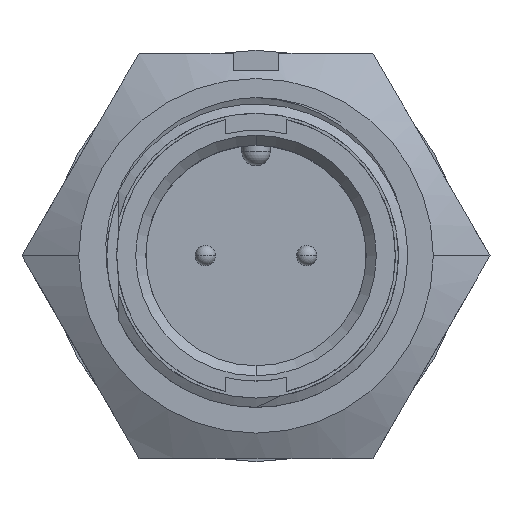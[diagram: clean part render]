
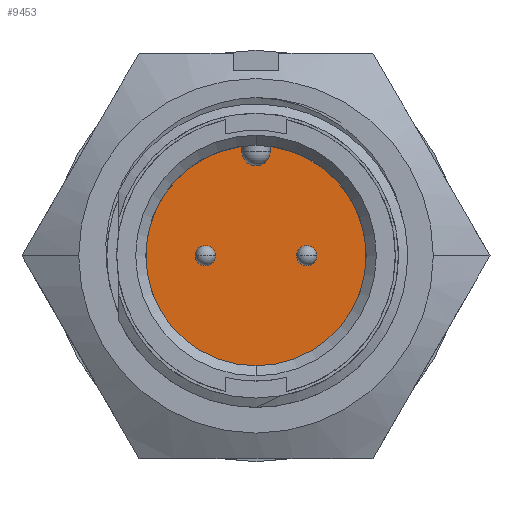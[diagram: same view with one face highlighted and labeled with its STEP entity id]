
A CAD part, top view. The second image highlights one B-rep face of the part: STEP entity #9453.
In plain terms, the highlighted planar face has unit normal (0, 0, 1).
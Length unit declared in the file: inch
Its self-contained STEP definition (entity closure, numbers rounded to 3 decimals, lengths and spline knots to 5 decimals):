
#20 = ORIENTED_EDGE ( 'NONE', *, *, #8762, .T. ) ;
#41 = ORIENTED_EDGE ( 'NONE', *, *, #7234, .T. ) ;
#171 = DIRECTION ( 'NONE',  ( 0., 0., 1. ) ) ;
#197 = AXIS2_PLACEMENT_3D ( 'NONE', #3546, #10243, #4508 ) ;
#265 = DIRECTION ( 'NONE',  ( 1., 0., 0. ) ) ;
#318 = EDGE_CURVE ( 'NONE', #11539, #3486, #3835, .T. ) ;
#423 = VERTEX_POINT ( 'NONE', #2020 ) ;
#674 = AXIS2_PLACEMENT_3D ( 'NONE', #7020, #1270, #7986 ) ;
#865 = LINE ( 'NONE', #10393, #8209 ) ;
#932 = VERTEX_POINT ( 'NONE', #6609 ) ;
#1270 = DIRECTION ( 'NONE',  ( 0., 0., -1. ) ) ;
#1472 = ORIENTED_EDGE ( 'NONE', *, *, #4734, .F. ) ;
#1705 = EDGE_CURVE ( 'NONE', #1767, #11539, #3107, .T. ) ;
#1767 = VERTEX_POINT ( 'NONE', #6376 ) ;
#1888 = DIRECTION ( 'NONE',  ( 0., 0., 1. ) ) ;
#1921 = EDGE_LOOP ( 'NONE', ( #9014, #8224, #20, #41, #4682 ) ) ;
#2020 = CARTESIAN_POINT ( 'NONE',  ( 0.11975, 0., -0.31 ) ) ;
#2098 = EDGE_CURVE ( 'NONE', #3486, #9798, #5772, .T. ) ;
#2261 = EDGE_LOOP ( 'NONE', ( #1472, #7219 ) ) ;
#2418 = CARTESIAN_POINT ( 'NONE',  ( -0.028, 0.2055, -0.31 ) ) ;
#2486 = AXIS2_PLACEMENT_3D ( 'NONE', #4795, #11505, #5751 ) ;
#2557 = VERTEX_POINT ( 'NONE', #8709 ) ;
#2655 = FACE_OUTER_BOUND ( 'NONE', #1921, .T. ) ;
#2833 = DIRECTION ( 'NONE',  ( 0., 0., 1. ) ) ;
#3063 = DIRECTION ( 'NONE',  ( 0., 0., 1. ) ) ;
#3107 = LINE ( 'NONE', #2418, #3389 ) ;
#3290 = CIRCLE ( 'NONE', #4702, 0.01975 ) ;
#3389 = VECTOR ( 'NONE', #8238, 39.37008 ) ;
#3486 = VERTEX_POINT ( 'NONE', #8695 ) ;
#3546 = CARTESIAN_POINT ( 'NONE',  ( -0.1, 0.0001, -0.31 ) ) ;
#3696 = DIRECTION ( 'NONE',  ( 0., -1., 0. ) ) ;
#3835 = CIRCLE ( 'NONE', #2486, 0.2175 ) ;
#4331 = CIRCLE ( 'NONE', #197, 0.01975 ) ;
#4508 = DIRECTION ( 'NONE',  ( 1., 0., 0. ) ) ;
#4682 = ORIENTED_EDGE ( 'NONE', *, *, #1705, .T. ) ;
#4702 = AXIS2_PLACEMENT_3D ( 'NONE', #11770, #5996, #265 ) ;
#4734 = EDGE_CURVE ( 'NONE', #4783, #5854, #4331, .T. ) ;
#4783 = VERTEX_POINT ( 'NONE', #9366 ) ;
#4795 = CARTESIAN_POINT ( 'NONE',  ( 0., 0., -0.31 ) ) ;
#5216 = FACE_BOUND ( 'NONE', #2261, .T. ) ;
#5647 = CIRCLE ( 'NONE', #6692, 0.01975 ) ;
#5751 = DIRECTION ( 'NONE',  ( 1., 0., 0. ) ) ;
#5772 = CIRCLE ( 'NONE', #8857, 0.2175 ) ;
#5854 = VERTEX_POINT ( 'NONE', #8501 ) ;
#5898 = CARTESIAN_POINT ( 'NONE',  ( 0., 0., -0.31 ) ) ;
#5900 = EDGE_CURVE ( 'NONE', #5854, #4783, #10149, .T. ) ;
#5996 = DIRECTION ( 'NONE',  ( 0., 0., 1. ) ) ;
#6190 = CARTESIAN_POINT ( 'NONE',  ( 0.028, 0.21569, -0.31 ) ) ;
#6376 = CARTESIAN_POINT ( 'NONE',  ( -0.028, 0.2055, -0.31 ) ) ;
#6536 = CARTESIAN_POINT ( 'NONE',  ( -0.028, 0.21569, -0.31 ) ) ;
#6537 = AXIS2_PLACEMENT_3D ( 'NONE', #7822, #3063, #9753 ) ;
#6609 = CARTESIAN_POINT ( 'NONE',  ( 0.08025, 0., -0.31 ) ) ;
#6619 = ORIENTED_EDGE ( 'NONE', *, *, #6808, .F. ) ;
#6688 = CIRCLE ( 'NONE', #674, 0.028 ) ;
#6692 = AXIS2_PLACEMENT_3D ( 'NONE', #8564, #2833, #9538 ) ;
#6808 = EDGE_CURVE ( 'NONE', #932, #423, #5647, .T. ) ;
#6852 = PLANE ( 'NONE',  #6537 ) ;
#6874 = DIRECTION ( 'NONE',  ( 1., 0., 0. ) ) ;
#7020 = CARTESIAN_POINT ( 'NONE',  ( 0., 0.2055, -0.31 ) ) ;
#7219 = ORIENTED_EDGE ( 'NONE', *, *, #5900, .F. ) ;
#7234 = EDGE_CURVE ( 'NONE', #2557, #1767, #6688, .T. ) ;
#7633 = CARTESIAN_POINT ( 'NONE',  ( -0.1, 0.0001, -0.31 ) ) ;
#7767 = FACE_BOUND ( 'NONE', #11259, .T. ) ;
#7822 = CARTESIAN_POINT ( 'NONE',  ( 0., 0., -0.31 ) ) ;
#7986 = DIRECTION ( 'NONE',  ( 1., 0., 0. ) ) ;
#8209 = VECTOR ( 'NONE', #3696, 39.37008 ) ;
#8224 = ORIENTED_EDGE ( 'NONE', *, *, #2098, .T. ) ;
#8238 = DIRECTION ( 'NONE',  ( 0., 1., 0. ) ) ;
#8296 = EDGE_CURVE ( 'NONE', #423, #932, #3290, .T. ) ;
#8501 = CARTESIAN_POINT ( 'NONE',  ( -0.08025, 0.0001, -0.31 ) ) ;
#8564 = CARTESIAN_POINT ( 'NONE',  ( 0.1, 0., -0.31 ) ) ;
#8593 = DIRECTION ( 'NONE',  ( 1., 0., 0. ) ) ;
#8695 = CARTESIAN_POINT ( 'NONE',  ( 0., -0.2175, -0.31 ) ) ;
#8709 = CARTESIAN_POINT ( 'NONE',  ( 0.028, 0.2055, -0.31 ) ) ;
#8762 = EDGE_CURVE ( 'NONE', #9798, #2557, #865, .T. ) ;
#8857 = AXIS2_PLACEMENT_3D ( 'NONE', #5898, #171, #6874 ) ;
#9014 = ORIENTED_EDGE ( 'NONE', *, *, #318, .T. ) ;
#9366 = CARTESIAN_POINT ( 'NONE',  ( -0.11975, 0.0001, -0.31 ) ) ;
#9453 = ADVANCED_FACE ( 'NONE', ( #7767, #2655, #5216 ), #6852, .T. ) ;
#9538 = DIRECTION ( 'NONE',  ( 1., 0., 0. ) ) ;
#9753 = DIRECTION ( 'NONE',  ( 1., 0., 0. ) ) ;
#9798 = VERTEX_POINT ( 'NONE', #6190 ) ;
#10004 = ORIENTED_EDGE ( 'NONE', *, *, #8296, .F. ) ;
#10149 = CIRCLE ( 'NONE', #11924, 0.01975 ) ;
#10243 = DIRECTION ( 'NONE',  ( 0., 0., 1. ) ) ;
#10393 = CARTESIAN_POINT ( 'NONE',  ( 0.028, 0.21569, -0.31 ) ) ;
#11259 = EDGE_LOOP ( 'NONE', ( #6619, #10004 ) ) ;
#11505 = DIRECTION ( 'NONE',  ( 0., 0., 1. ) ) ;
#11539 = VERTEX_POINT ( 'NONE', #6536 ) ;
#11770 = CARTESIAN_POINT ( 'NONE',  ( 0.1, 0., -0.31 ) ) ;
#11924 = AXIS2_PLACEMENT_3D ( 'NONE', #7633, #1888, #8593 ) ;
